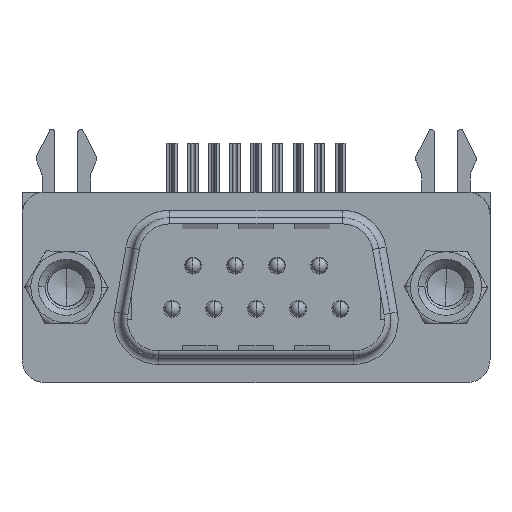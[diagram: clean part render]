
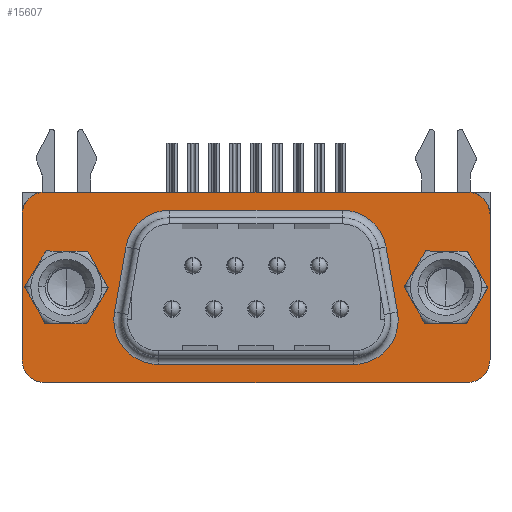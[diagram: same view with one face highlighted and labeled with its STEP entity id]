
A CAD part, front view. The second image highlights one B-rep face of the part: STEP entity #15607.
In plain terms, the highlighted planar face has unit normal (0, -1, 0).
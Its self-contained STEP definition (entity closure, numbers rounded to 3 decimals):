
#600=DIRECTION('',(1.,0.,0.));
#601=VECTOR('',#600,27.81);
#602=CARTESIAN_POINT('',(-13.91,-0.4,0.));
#603=LINE('',#602,#601);
#1775=DIRECTION('',(-1.,0.,0.));
#1776=VECTOR('',#1775,27.81);
#1777=CARTESIAN_POINT('',(13.9,-0.4,-12.55));
#1778=LINE('',#1777,#1776);
#1791=DIRECTION('',(0.,0.,1.));
#1792=VECTOR('',#1791,9.55);
#1793=CARTESIAN_POINT('',(-15.41,-0.4,-11.05));
#1794=LINE('',#1793,#1792);
#1795=CARTESIAN_POINT('',(-13.91,-0.4,-1.5));
#1796=DIRECTION('',(0.,-1.,0.));
#1797=DIRECTION('',(0.,0.,1.));
#1798=AXIS2_PLACEMENT_3D('',#1795,#1796,#1797);
#1800=CARTESIAN_POINT('',(13.9,-0.4,-1.5));
#1801=DIRECTION('',(0.,-1.,0.));
#1802=DIRECTION('',(1.,0.,0.));
#1803=AXIS2_PLACEMENT_3D('',#1800,#1801,#1802);
#1805=CARTESIAN_POINT('',(13.9,-0.4,-11.05));
#1806=DIRECTION('',(0.,-1.,0.));
#1807=DIRECTION('',(0.,0.,-1.));
#1808=AXIS2_PLACEMENT_3D('',#1805,#1806,#1807);
#1810=CARTESIAN_POINT('',(-13.91,-0.4,-11.05));
#1811=DIRECTION('',(0.,-1.,0.));
#1812=DIRECTION('',(-1.,0.,0.));
#1813=AXIS2_PLACEMENT_3D('',#1810,#1811,#1812);
#1815=DIRECTION('',(0.174,0.,0.985));
#1816=VECTOR('',#1815,4.346);
#1817=CARTESIAN_POINT('',(-9.322,-0.4,
-7.904));
#1818=LINE('',#1817,#1816);
#1819=CARTESIAN_POINT('',(-6.427,-0.4,-8.415));
#1820=DIRECTION('',(0.,1.,0.));
#1821=DIRECTION('',(0.,0.,-1.));
#1822=AXIS2_PLACEMENT_3D('',#1819,#1820,#1821);
#1824=CARTESIAN_POINT('',(6.417,-0.4,-8.415));
#1825=DIRECTION('',(0.,1.,0.));
#1826=DIRECTION('',(0.985,0.,0.174));
#1827=AXIS2_PLACEMENT_3D('',#1824,#1825,#1826);
#1829=DIRECTION('',(0.174,0.,-0.985));
#1830=VECTOR('',#1829,4.346);
#1831=CARTESIAN_POINT('',(8.558,-0.4,-3.624));
#1832=LINE('',#1831,#1830);
#1833=CARTESIAN_POINT('',(5.662,-0.4,-4.135));
#1834=DIRECTION('',(0.,1.,0.));
#1835=DIRECTION('',(0.,0.,1.));
#1836=AXIS2_PLACEMENT_3D('',#1833,#1834,#1835);
#1838=CARTESIAN_POINT('',(-5.672,-0.4,-4.135));
#1839=DIRECTION('',(0.,1.,0.));
#1840=DIRECTION('',(-0.985,0.,0.174));
#1841=AXIS2_PLACEMENT_3D('',#1838,#1839,#1840);
#1843=DIRECTION('',(0.513,0.,0.858));
#1844=VECTOR('',#1843,2.742);
#1845=CARTESIAN_POINT('',(9.758,-0.4,-6.234));
#1846=LINE('',#1845,#1844);
#1847=DIRECTION('',(-0.487,0.,0.873));
#1848=VECTOR('',#1847,2.742);
#1849=CARTESIAN_POINT('',(11.093,-0.4,-8.629));
#1850=LINE('',#1849,#1848);
#1851=DIRECTION('',(-1.,0.,0.015));
#1852=VECTOR('',#1851,2.742);
#1853=CARTESIAN_POINT('',(13.835,-0.4,-8.67));
#1854=LINE('',#1853,#1852);
#1855=DIRECTION('',(-0.513,0.,-0.858));
#1856=VECTOR('',#1855,2.742);
#1857=CARTESIAN_POINT('',(15.242,-0.4,-6.316));
#1858=LINE('',#1857,#1856);
#1859=DIRECTION('',(0.487,0.,-0.873));
#1860=VECTOR('',#1859,2.742);
#1861=CARTESIAN_POINT('',(13.907,-0.4,-3.921));
#1862=LINE('',#1861,#1860);
#1863=DIRECTION('',(1.,0.,-0.015));
#1864=VECTOR('',#1863,2.742);
#1865=CARTESIAN_POINT('',(11.165,-0.4,-3.88));
#1866=LINE('',#1865,#1864);
#1867=DIRECTION('',(0.513,0.,0.858));
#1868=VECTOR('',#1867,2.742);
#1869=CARTESIAN_POINT('',(-15.232,-0.4,-6.234));
#1870=LINE('',#1869,#1868);
#1871=DIRECTION('',(-0.487,0.,0.873));
#1872=VECTOR('',#1871,2.742);
#1873=CARTESIAN_POINT('',(-13.897,-0.4,-8.629));
#1874=LINE('',#1873,#1872);
#1875=DIRECTION('',(-1.,0.,0.015));
#1876=VECTOR('',#1875,2.742);
#1877=CARTESIAN_POINT('',(-11.155,-0.4,-8.67));
#1878=LINE('',#1877,#1876);
#1879=DIRECTION('',(-0.513,0.,-0.858));
#1880=VECTOR('',#1879,2.742);
#1881=CARTESIAN_POINT('',(-9.748,-0.4,-6.316));
#1882=LINE('',#1881,#1880);
#1883=DIRECTION('',(0.487,0.,-0.873));
#1884=VECTOR('',#1883,2.742);
#1885=CARTESIAN_POINT('',(-11.083,-0.4,-3.921));
#1886=LINE('',#1885,#1884);
#1887=DIRECTION('',(1.,0.,-0.015));
#1888=VECTOR('',#1887,2.742);
#1889=CARTESIAN_POINT('',(-13.825,-0.4,-3.88));
#1890=LINE('',#1889,#1888);
#1915=DIRECTION('',(0.,0.,-1.));
#1916=VECTOR('',#1915,9.55);
#1917=CARTESIAN_POINT('',(15.4,-0.4,-1.5));
#1918=LINE('',#1917,#1916);
#4336=DIRECTION('',(-1.,0.,0.));
#4337=VECTOR('',#4336,11.335);
#4338=CARTESIAN_POINT('',(5.662,-0.4,-1.195));
#4339=LINE('',#4338,#4337);
#4383=DIRECTION('',(1.,0.,0.));
#4384=VECTOR('',#4383,12.844);
#4385=CARTESIAN_POINT('',(-6.427,-0.4,
-11.355));
#4386=LINE('',#4385,#4384);
#11538=CARTESIAN_POINT('',(-13.91,-0.4,0.));
#11539=CARTESIAN_POINT('',(-15.41,-0.4,-1.5));
#11540=VERTEX_POINT('',#11538);
#11541=VERTEX_POINT('',#11539);
#11542=CARTESIAN_POINT('',(13.9,-0.4,0.));
#11543=VERTEX_POINT('',#11542);
#11544=CARTESIAN_POINT('',(15.4,-0.4,-1.5));
#11545=VERTEX_POINT('',#11544);
#11546=CARTESIAN_POINT('',(15.4,-0.4,-11.05));
#11547=VERTEX_POINT('',#11546);
#11548=CARTESIAN_POINT('',(13.9,-0.4,-12.55));
#11549=VERTEX_POINT('',#11548);
#11550=CARTESIAN_POINT('',(-13.91,-0.4,-12.55));
#11551=VERTEX_POINT('',#11550);
#11552=CARTESIAN_POINT('',(-15.41,-0.4,-11.05));
#11553=VERTEX_POINT('',#11552);
#11554=CARTESIAN_POINT('',(-9.322,-0.4,
-7.904));
#11555=CARTESIAN_POINT('',(-8.568,-0.4,-3.624));
#11556=VERTEX_POINT('',#11554);
#11557=VERTEX_POINT('',#11555);
#11558=CARTESIAN_POINT('',(-6.427,-0.4,
-11.355));
#11559=VERTEX_POINT('',#11558);
#11560=CARTESIAN_POINT('',(6.417,-0.4,-11.355));
#11561=VERTEX_POINT('',#11560);
#11562=CARTESIAN_POINT('',(9.312,-0.4,
-7.904));
#11563=VERTEX_POINT('',#11562);
#11564=CARTESIAN_POINT('',(8.558,-0.4,-3.624));
#11565=VERTEX_POINT('',#11564);
#11566=CARTESIAN_POINT('',(5.662,-0.4,-1.195));
#11567=VERTEX_POINT('',#11566);
#11568=CARTESIAN_POINT('',(-5.672,-0.4,-1.195));
#11569=VERTEX_POINT('',#11568);
#13036=CARTESIAN_POINT('',(9.758,-0.4,-6.234));
#13037=CARTESIAN_POINT('',(11.165,-0.4,-3.88));
#13038=VERTEX_POINT('',#13036);
#13039=VERTEX_POINT('',#13037);
#13040=CARTESIAN_POINT('',(11.093,-0.4,-8.629));
#13041=VERTEX_POINT('',#13040);
#13042=CARTESIAN_POINT('',(13.835,-0.4,-8.67));
#13043=VERTEX_POINT('',#13042);
#13044=CARTESIAN_POINT('',(15.242,-0.4,-6.316));
#13045=VERTEX_POINT('',#13044);
#13046=CARTESIAN_POINT('',(13.907,-0.4,-3.921));
#13047=VERTEX_POINT('',#13046);
#13082=CARTESIAN_POINT('',(-15.232,-0.4,-6.234));
#13083=CARTESIAN_POINT('',(-13.825,-0.4,-3.88));
#13084=VERTEX_POINT('',#13082);
#13085=VERTEX_POINT('',#13083);
#13086=CARTESIAN_POINT('',(-13.897,-0.4,-8.629));
#13087=VERTEX_POINT('',#13086);
#13088=CARTESIAN_POINT('',(-11.155,-0.4,-8.67));
#13089=VERTEX_POINT('',#13088);
#13090=CARTESIAN_POINT('',(-9.748,-0.4,-6.316));
#13091=VERTEX_POINT('',#13090);
#13092=CARTESIAN_POINT('',(-11.083,-0.4,-3.921));
#13093=VERTEX_POINT('',#13092);
#15543=CARTESIAN_POINT('',(-0.005,-0.4,-6.275));
#15544=DIRECTION('',(0.,1.,0.));
#15545=DIRECTION('',(-1.,0.,0.));
#15546=AXIS2_PLACEMENT_3D('',#15543,#15544,#15545);
#15547=PLANE('',#15546);
#15548=ORIENTED_EDGE('',*,*,#14777,.F.);
#15549=ORIENTED_EDGE('',*,*,#13998,.T.);
#15551=ORIENTED_EDGE('',*,*,#15550,.F.);
#15553=ORIENTED_EDGE('',*,*,#15552,.T.);
#15555=ORIENTED_EDGE('',*,*,#15554,.F.);
#15556=ORIENTED_EDGE('',*,*,#15507,.T.);
#15557=ORIENTED_EDGE('',*,*,#15525,.F.);
#15558=ORIENTED_EDGE('',*,*,#15536,.T.);
#15559=EDGE_LOOP('',(#15548,#15549,#15551,#15553,#15555,#15556,#15557,#15558));
#15560=FACE_OUTER_BOUND('',#15559,.F.);
#15562=ORIENTED_EDGE('',*,*,#15561,.F.);
#15564=ORIENTED_EDGE('',*,*,#15563,.F.);
#15566=ORIENTED_EDGE('',*,*,#15565,.T.);
#15568=ORIENTED_EDGE('',*,*,#15567,.F.);
#15570=ORIENTED_EDGE('',*,*,#15569,.F.);
#15572=ORIENTED_EDGE('',*,*,#15571,.F.);
#15574=ORIENTED_EDGE('',*,*,#15573,.T.);
#15576=ORIENTED_EDGE('',*,*,#15575,.F.);
#15577=EDGE_LOOP('',(#15562,#15564,#15566,#15568,#15570,#15572,#15574,#15576));
#15578=FACE_BOUND('',#15577,.F.);
#15580=ORIENTED_EDGE('',*,*,#15579,.F.);
#15582=ORIENTED_EDGE('',*,*,#15581,.F.);
#15584=ORIENTED_EDGE('',*,*,#15583,.F.);
#15586=ORIENTED_EDGE('',*,*,#15585,.F.);
#15588=ORIENTED_EDGE('',*,*,#15587,.F.);
#15590=ORIENTED_EDGE('',*,*,#15589,.F.);
#15591=EDGE_LOOP('',(#15580,#15582,#15584,#15586,#15588,#15590));
#15592=FACE_BOUND('',#15591,.F.);
#15594=ORIENTED_EDGE('',*,*,#15593,.F.);
#15596=ORIENTED_EDGE('',*,*,#15595,.F.);
#15598=ORIENTED_EDGE('',*,*,#15597,.F.);
#15600=ORIENTED_EDGE('',*,*,#15599,.F.);
#15602=ORIENTED_EDGE('',*,*,#15601,.F.);
#15604=ORIENTED_EDGE('',*,*,#15603,.F.);
#15605=EDGE_LOOP('',(#15594,#15596,#15598,#15600,#15602,#15604));
#15606=FACE_BOUND('',#15605,.F.);
#15607=ADVANCED_FACE('',(#15560,#15578,#15592,#15606),#15547,.F.);
#1799=CIRCLE('',#1798,1.5);
#1804=CIRCLE('',#1803,1.5);
#1809=CIRCLE('',#1808,1.5);
#1814=CIRCLE('',#1813,1.5);
#1823=CIRCLE('',#1822,2.94);
#1828=CIRCLE('',#1827,2.94);
#1837=CIRCLE('',#1836,2.94);
#1842=CIRCLE('',#1841,2.94);
#13998=EDGE_CURVE('',#11540,#11543,#603,.T.);
#14777=EDGE_CURVE('',#11540,#11541,#1799,.T.);
#15507=EDGE_CURVE('',#11549,#11551,#1778,.T.);
#15525=EDGE_CURVE('',#11553,#11551,#1814,.T.);
#15536=EDGE_CURVE('',#11553,#11541,#1794,.T.);
#15550=EDGE_CURVE('',#11545,#11543,#1804,.T.);
#15552=EDGE_CURVE('',#11545,#11547,#1918,.T.);
#15554=EDGE_CURVE('',#11549,#11547,#1809,.T.);
#15561=EDGE_CURVE('',#11556,#11557,#1818,.T.);
#15563=EDGE_CURVE('',#11559,#11556,#1823,.T.);
#15565=EDGE_CURVE('',#11559,#11561,#4386,.T.);
#15567=EDGE_CURVE('',#11563,#11561,#1828,.T.);
#15569=EDGE_CURVE('',#11565,#11563,#1832,.T.);
#15571=EDGE_CURVE('',#11567,#11565,#1837,.T.);
#15573=EDGE_CURVE('',#11567,#11569,#4339,.T.);
#15575=EDGE_CURVE('',#11557,#11569,#1842,.T.);
#15579=EDGE_CURVE('',#13038,#13039,#1846,.T.);
#15581=EDGE_CURVE('',#13041,#13038,#1850,.T.);
#15583=EDGE_CURVE('',#13043,#13041,#1854,.T.);
#15585=EDGE_CURVE('',#13045,#13043,#1858,.T.);
#15587=EDGE_CURVE('',#13047,#13045,#1862,.T.);
#15589=EDGE_CURVE('',#13039,#13047,#1866,.T.);
#15593=EDGE_CURVE('',#13084,#13085,#1870,.T.);
#15595=EDGE_CURVE('',#13087,#13084,#1874,.T.);
#15597=EDGE_CURVE('',#13089,#13087,#1878,.T.);
#15599=EDGE_CURVE('',#13091,#13089,#1882,.T.);
#15601=EDGE_CURVE('',#13093,#13091,#1886,.T.);
#15603=EDGE_CURVE('',#13085,#13093,#1890,.T.);
